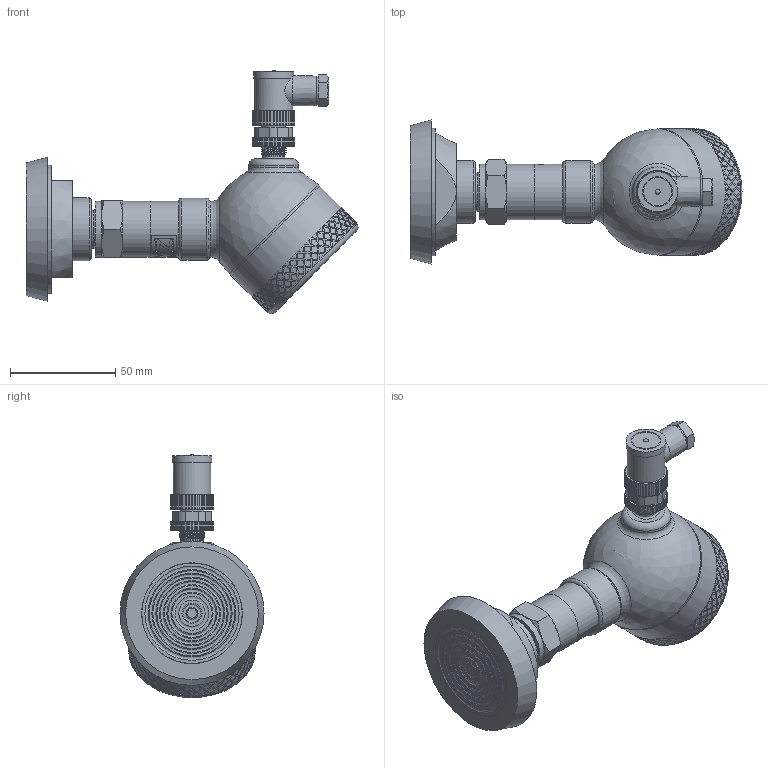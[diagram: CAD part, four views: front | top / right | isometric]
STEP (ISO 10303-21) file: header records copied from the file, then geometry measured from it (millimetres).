
FILE_DESCRIPTION(/* description */ (''),/* implementation_level */ '2;1');
FILE_NAME(/* name */ 'APZ3420sFH_TapperDN50_2.step',/* time_stamp */ '2021-07-08T16:41:43+03:00',/* author */ (''),/* organization */ (''),/* preprocessor_version */ 'ST-DEVELOPER v18.1',/* originating_system */ 'Autodesk Translation Framework v10.9.0.1377',/* authorisation */ '');
FILE_SCHEMA (('AUTOMOTIVE_DESIGN { 1 0 10303 214 3 1 1 }'));
Products named in the file (8): АПЗ 3420s заполненный 
+ полевой корпус; G1\2EN; Tapper socket DN50 diaphragm 48 v2; Заполненный полевой 
корпус v13; Main body; Cover without display; M12x1 adapter; M12x1 female angular v10
Assembly tree (7 placements, depth 3):
  АПЗ 3420s заполненный 
+ полевой корпус
    G1\2EN
    Tapper socket DN50 diaphragm 48 v2
    Заполненный полевой 
корпус v13
      Main body
      Cover without display
      M12x1 adapter
      M12x1 female angular v10
Bounding box: 157.92 x 68.5 x 115.69 mm (x, y, z)
Volume: 301948.9 mm3; surface area: 53397.3 mm2
Topology: 8 solids, 8 shells, 1673 faces, 4120 edges, 2731 vertices
Faces by surface type: bspline 912, cylinder 502, plane 199, cone 29, torus 29, sphere 2
Full cylindrical faces by diameter (mm): 1 x4, 2 x1, 3 x1, 3.3 x1, 5 x1, 6 x3, 7 x2, 8 x1, 9.3 x1, 9.471 x2, 10.5 x2, 10.741 x7, 11.035 x4, 11.156 x1, 11.884 x6, 12.152 x4, 13 x1, 16.7 x1, 17.5 x1, 18 x2, 18.631 x7, 19 x1, 19.7 x1, 20.955 x7, 21.6 x1, 21.767 x1, 22 x1, 22.4 x2, 23.6 x1, 24.5 x2
Entity records: 75504 total; most frequent: CARTESIAN_POINT 42824, ORIENTED_EDGE 8238, EDGE_CURVE 4119, DIRECTION 3790, VERTEX_POINT 2731, B_SPLINE_CURVE_WITH_KNOTS 2622, EDGE_LOOP 1948, FACE_OUTER_BOUND 1673
